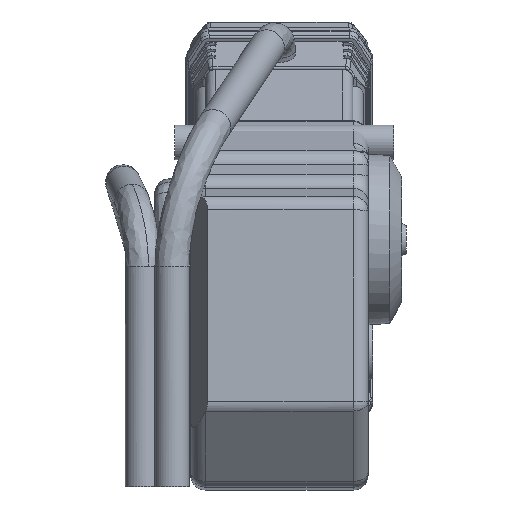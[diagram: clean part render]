
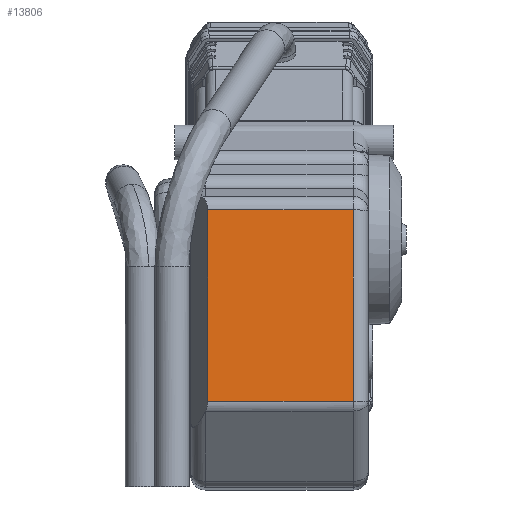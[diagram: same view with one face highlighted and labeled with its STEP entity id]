
A CAD part, front view. The second image highlights one B-rep face of the part: STEP entity #13806.
In plain terms, the highlighted planar face has unit normal (0, -0.998, 0.062).
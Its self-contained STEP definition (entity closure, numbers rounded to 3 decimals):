
#1482=PLANE('',#15035);
#2094=FACE_OUTER_BOUND('',#2937,.T.);
#2937=EDGE_LOOP('',(#11676,#11677,#11678,#11679));
#3843=LINE('',#31895,#4755);
#3844=LINE('',#31897,#4756);
#3845=LINE('',#31899,#4757);
#3846=LINE('',#31900,#4758);
#4755=VECTOR('',#17977,147.679);
#4756=VECTOR('',#17978,194.439);
#4757=VECTOR('',#17979,147.679);
#4758=VECTOR('',#17980,194.439);
#6481=VERTEX_POINT('',#31893);
#6482=VERTEX_POINT('',#31894);
#6483=VERTEX_POINT('',#31896);
#6484=VERTEX_POINT('',#31898);
#8285=EDGE_CURVE('',#6481,#6482,#3843,.T.);
#8286=EDGE_CURVE('',#6482,#6483,#3844,.F.);
#8287=EDGE_CURVE('',#6483,#6484,#3845,.F.);
#8288=EDGE_CURVE('',#6484,#6481,#3846,.T.);
#11676=ORIENTED_EDGE('',*,*,#8285,.T.);
#11677=ORIENTED_EDGE('',*,*,#8286,.T.);
#11678=ORIENTED_EDGE('',*,*,#8287,.T.);
#11679=ORIENTED_EDGE('',*,*,#8288,.T.);
#13806=ADVANCED_FACE('',(#2094),#1482,.T.);
#15035=AXIS2_PLACEMENT_3D('',#31892,#17975,#17976);
#17975=DIRECTION('center_axis',(0.,-0.998,0.062));
#17976=DIRECTION('ref_axis',(0.,-0.062,-0.998));
#17977=DIRECTION('',(1.,0.,0.));
#17978=DIRECTION('',(0.,-0.062,-0.998));
#17979=DIRECTION('',(1.,0.,0.));
#17980=DIRECTION('',(0.,-0.062,-0.998));
#31892=CARTESIAN_POINT('Origin',(-90.,-252.07,-69.125));
#31893=CARTESIAN_POINT('',(-72.679,-264.733,-274.268));
#31894=CARTESIAN_POINT('',(75.,-264.733,-274.268));
#31895=CARTESIAN_POINT('',(-72.679,-264.733,-274.268));
#31896=CARTESIAN_POINT('',(75.,-252.753,-80.198));
#31897=CARTESIAN_POINT('',(75.,-252.753,-80.198));
#31898=CARTESIAN_POINT('',(-72.679,-252.753,-80.198));
#31899=CARTESIAN_POINT('',(-72.679,-252.753,-80.198));
#31900=CARTESIAN_POINT('',(-72.679,-252.753,-80.198));
